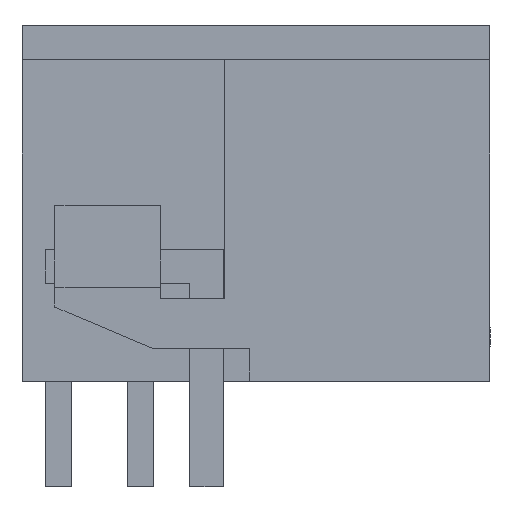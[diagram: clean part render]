
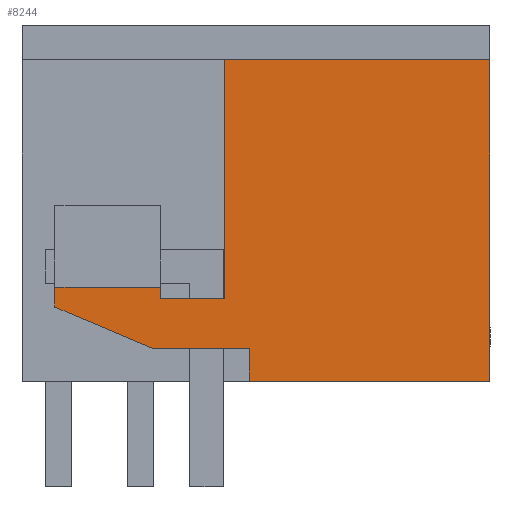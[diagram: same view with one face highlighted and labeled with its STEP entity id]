
A CAD part, left-side view. The second image highlights one B-rep face of the part: STEP entity #8244.
In plain terms, the highlighted planar face has unit normal (-1, 0, 0).
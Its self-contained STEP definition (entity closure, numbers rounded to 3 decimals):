
#8182=AXIS2_PLACEMENT_3D('Plane Axis2P3D',#8179,#8180,#8181) ;
#4717=CARTESIAN_POINT('Vertex',(0.,0.,12.95)) ;
#4720=CARTESIAN_POINT('Line Origine',(0.,0.,8.075)) ;
#4724=CARTESIAN_POINT('Vertex',(0.,0.,3.2)) ;
#7675=CARTESIAN_POINT('Line Origine',(0.,3.65,3.2)) ;
#7679=CARTESIAN_POINT('Vertex',(0.,7.3,3.2)) ;
#7822=CARTESIAN_POINT('Vertex',(0.,8.05,12.95)) ;
#7825=CARTESIAN_POINT('Line Origine',(0.,4.025,12.95)) ;
#8163=CARTESIAN_POINT('Vertex',(0.,7.3,4.197)) ;
#8166=CARTESIAN_POINT('Line Origine',(0.,7.3,3.698)) ;
#8179=CARTESIAN_POINT('Axis2P3D Location',(0.,0.,12.95)) ;
#8184=CARTESIAN_POINT('Line Origine',(0.,8.05,9.325)) ;
#8188=CARTESIAN_POINT('Vertex',(0.,8.05,5.7)) ;
#8191=CARTESIAN_POINT('Line Origine',(0.,9.025,5.7)) ;
#8195=CARTESIAN_POINT('Vertex',(0.,10.,5.7)) ;
#8198=CARTESIAN_POINT('Line Origine',(0.,10.,5.875)) ;
#8202=CARTESIAN_POINT('Vertex',(0.,10.,6.05)) ;
#8205=CARTESIAN_POINT('Line Origine',(0.,11.6,6.05)) ;
#8209=CARTESIAN_POINT('Vertex',(0.,13.2,6.05)) ;
#8212=CARTESIAN_POINT('Line Origine',(0.,13.2,5.75)) ;
#8216=CARTESIAN_POINT('Vertex',(0.,13.2,5.45)) ;
#8219=CARTESIAN_POINT('Line Origine',(0.,11.721,4.823)) ;
#8223=CARTESIAN_POINT('Vertex',(0.,10.242,4.197)) ;
#8226=CARTESIAN_POINT('Line Origine',(0.,8.771,4.197)) ;
#4721=DIRECTION('Vector Direction',(0.,0.,-1.)) ;
#7676=DIRECTION('Vector Direction',(0.,1.,0.)) ;
#7826=DIRECTION('Vector Direction',(0.,1.,0.)) ;
#8167=DIRECTION('Vector Direction',(0.,0.,-1.)) ;
#8180=DIRECTION('Axis2P3D Direction',(1.,0.,0.)) ;
#8181=DIRECTION('Axis2P3D XDirection',(0.,0.,-1.)) ;
#8185=DIRECTION('Vector Direction',(0.,0.,1.)) ;
#8192=DIRECTION('Vector Direction',(0.,-1.,0.)) ;
#8199=DIRECTION('Vector Direction',(0.,0.,1.)) ;
#8206=DIRECTION('Vector Direction',(0.,1.,0.)) ;
#8213=DIRECTION('Vector Direction',(0.,0.,-1.)) ;
#8220=DIRECTION('Vector Direction',(0.,0.921,0.39)) ;
#8227=DIRECTION('Vector Direction',(0.,-1.,0.)) ;
#4722=VECTOR('Line Direction',#4721,1.) ;
#7677=VECTOR('Line Direction',#7676,1.) ;
#7827=VECTOR('Line Direction',#7826,1.) ;
#8168=VECTOR('Line Direction',#8167,1.) ;
#8186=VECTOR('Line Direction',#8185,1.) ;
#8193=VECTOR('Line Direction',#8192,1.) ;
#8200=VECTOR('Line Direction',#8199,1.) ;
#8207=VECTOR('Line Direction',#8206,1.) ;
#8214=VECTOR('Line Direction',#8213,1.) ;
#8221=VECTOR('Line Direction',#8220,1.) ;
#8228=VECTOR('Line Direction',#8227,1.) ;
#8232=ORIENTED_EDGE('',*,*,#8190,.F.) ;
#8233=ORIENTED_EDGE('',*,*,#8197,.F.) ;
#8234=ORIENTED_EDGE('',*,*,#8204,.F.) ;
#8235=ORIENTED_EDGE('',*,*,#8211,.F.) ;
#8236=ORIENTED_EDGE('',*,*,#8218,.F.) ;
#8237=ORIENTED_EDGE('',*,*,#8225,.F.) ;
#8238=ORIENTED_EDGE('',*,*,#8230,.F.) ;
#8239=ORIENTED_EDGE('',*,*,#8170,.F.) ;
#8240=ORIENTED_EDGE('',*,*,#7681,.F.) ;
#8241=ORIENTED_EDGE('',*,*,#4726,.F.) ;
#8242=ORIENTED_EDGE('',*,*,#7829,.T.) ;
#8244=ADVANCED_FACE('HOUSING',(#8243),#8183,.F.) ;
#4726=EDGE_CURVE('',#4718,#4725,#4723,.T.) ;
#7681=EDGE_CURVE('',#4725,#7680,#7678,.T.) ;
#7829=EDGE_CURVE('',#4718,#7823,#7828,.T.) ;
#8170=EDGE_CURVE('',#7680,#8164,#8169,.F.) ;
#8190=EDGE_CURVE('',#8189,#7823,#8187,.T.) ;
#8197=EDGE_CURVE('',#8196,#8189,#8194,.T.) ;
#8204=EDGE_CURVE('',#8203,#8196,#8201,.F.) ;
#8211=EDGE_CURVE('',#8210,#8203,#8208,.F.) ;
#8218=EDGE_CURVE('',#8217,#8210,#8215,.F.) ;
#8225=EDGE_CURVE('',#8224,#8217,#8222,.T.) ;
#8230=EDGE_CURVE('',#8164,#8224,#8229,.F.) ;
#8231=EDGE_LOOP('',(#8232,#8233,#8234,#8235,#8236,#8237,#8238,#8239,#8240,#8241,#8242)) ;
#8243=FACE_OUTER_BOUND('',#8231,.T.) ;
#4723=LINE('Line',#4720,#4722) ;
#7678=LINE('Line',#7675,#7677) ;
#7828=LINE('Line',#7825,#7827) ;
#8169=LINE('Line',#8166,#8168) ;
#8187=LINE('Line',#8184,#8186) ;
#8194=LINE('Line',#8191,#8193) ;
#8201=LINE('Line',#8198,#8200) ;
#8208=LINE('Line',#8205,#8207) ;
#8215=LINE('Line',#8212,#8214) ;
#8222=LINE('Line',#8219,#8221) ;
#8229=LINE('Line',#8226,#8228) ;
#8183=PLANE('',#8182) ;
#4718=VERTEX_POINT('',#4717) ;
#4725=VERTEX_POINT('',#4724) ;
#7680=VERTEX_POINT('',#7679) ;
#7823=VERTEX_POINT('',#7822) ;
#8164=VERTEX_POINT('',#8163) ;
#8189=VERTEX_POINT('',#8188) ;
#8196=VERTEX_POINT('',#8195) ;
#8203=VERTEX_POINT('',#8202) ;
#8210=VERTEX_POINT('',#8209) ;
#8217=VERTEX_POINT('',#8216) ;
#8224=VERTEX_POINT('',#8223) ;
